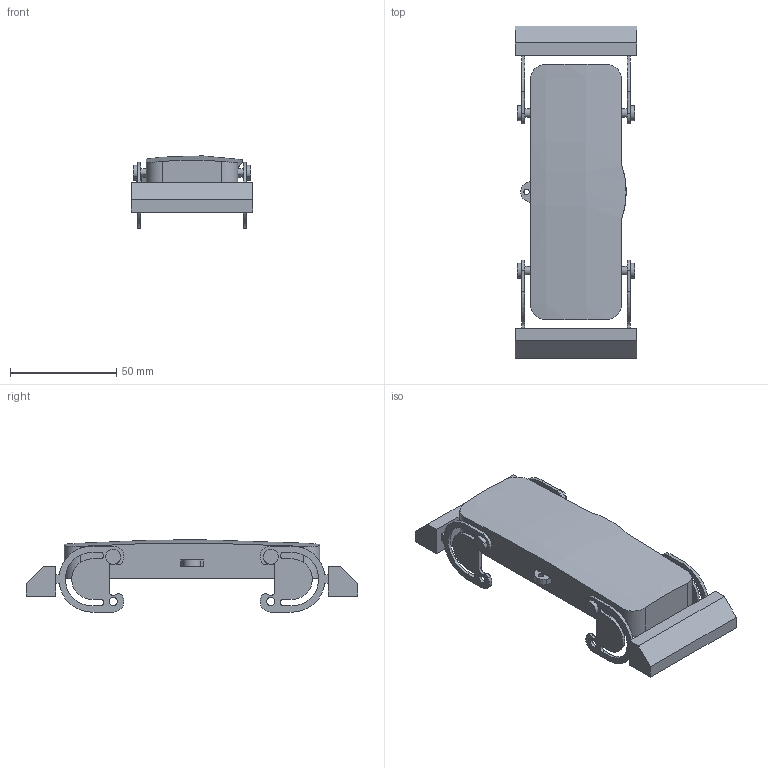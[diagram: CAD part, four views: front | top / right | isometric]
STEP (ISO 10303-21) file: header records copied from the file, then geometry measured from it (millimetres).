
FILE_DESCRIPTION(('CATIA V5R24 STEP','CAx-IF Rec.Pracs.--- Model Styling and Organization---1.2---2011-12-15'),'2;1');
FILE_NAME ('018392-3_1', '2018-09-17T05:30:35+00:00', ('Weidmueller Interface'), ('Weidmueller'), 'CATIA Version 5-6 Release 2014 SP4 HF52', 'CATIA V5 STEP AP214', 'none');
FILE_SCHEMA(('AUTOMOTIVE_DESIGN { 1 0 10303 214 1 1 1 1 }'));
Length unit declared in the file: millimetre
Products named in the file (1): 1665640000
Bounding box: 57 x 156 x 33.92 mm (x, y, z)
Volume: 54983.3 mm3; surface area: 32445.7 mm2
Topology: 1 solids, 1 shells, 230 faces, 643 edges, 424 vertices
Faces by surface type: plane 127, cylinder 101, revolution 2
Entity records: 6901 total; most frequent: CARTESIAN_POINT 1378, ORIENTED_EDGE 1286, DIRECTION 862, EDGE_CURVE 643, VERTEX_POINT 424, VECTOR 390, LINE 390, AXIS2_PLACEMENT_3D 344
